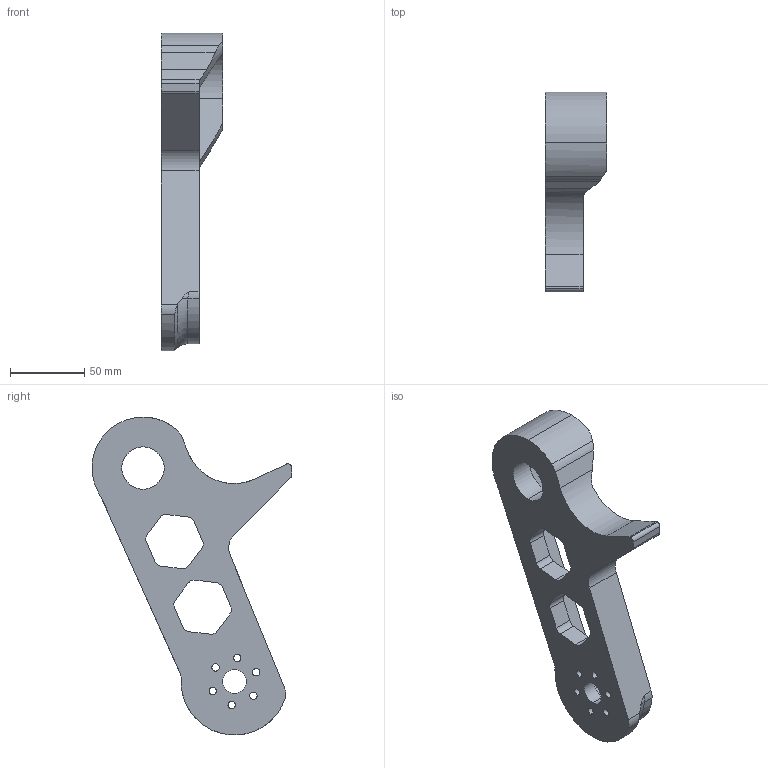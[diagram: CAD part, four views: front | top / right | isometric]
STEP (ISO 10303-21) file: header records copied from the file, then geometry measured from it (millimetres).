
FILE_DESCRIPTION (( 'STEP AP214' ), '1' );
FILE_NAME ('2.0 arm body - Stubby.STEP', '2024-04-16T19:24:16', ( '' ), ( '' ), 'SwSTEP 2.0', 'SolidWorks 2023', '' );
FILE_SCHEMA (( 'AUTOMOTIVE_DESIGN' ));
Length unit declared in the file: inch
Products named in the file (1): 2.0 arm body - Stubby
Bounding box: 41.27 x 134.29 x 213.79 mm (x, y, z)
Volume: 239418.5 mm3; surface area: 56282.2 mm2
Topology: 1 solids, 1 shells, 120 faces, 337 edges, 218 vertices
Faces by surface type: cylinder 65, plane 30, torus 19, cone 3, bspline 3
Entity records: 4278 total; most frequent: CARTESIAN_POINT 1023, DIRECTION 720, ORIENTED_EDGE 670, EDGE_CURVE 335, AXIS2_PLACEMENT_3D 291, VERTEX_POINT 218, CIRCLE 173, EDGE_LOOP 141
